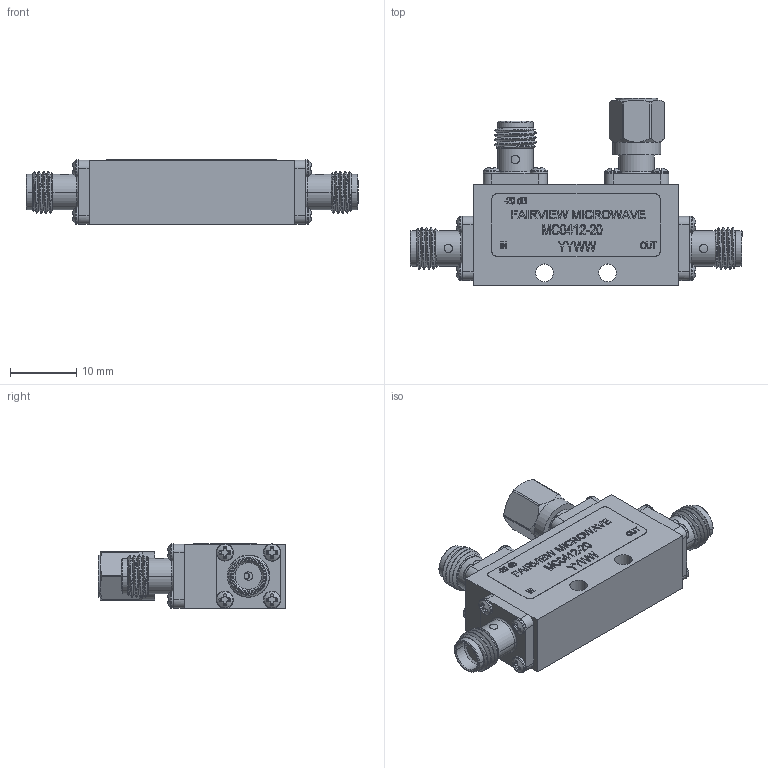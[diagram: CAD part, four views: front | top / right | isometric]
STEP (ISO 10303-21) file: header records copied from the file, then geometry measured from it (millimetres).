
FILE_DESCRIPTION (( 'STEP AP214' ), '1' );
FILE_NAME ('MC0412-20_3D.step', '2025-04-24T16:01:41', ( '' ), ( '' ), 'SwSTEP 2.0', 'SolidWorks 2022', '' );
FILE_SCHEMA (( 'AUTOMOTIVE_DESIGN' ));
Length unit declared in the file: inch
Products named in the file (1): MC0412-20_3D
Bounding box: 50.04 x 28.19 x 9.73 mm (x, y, z)
Volume: 5927.8 mm3; surface area: 3747.2 mm2
Topology: 1 solids, 20 shells, 1341 faces, 3492 edges, 2288 vertices
Faces by surface type: plane 714, cylinder 272, bspline 238, cone 109, torus 8
Entity records: 62409 total; most frequent: CARTESIAN_POINT 32030, ORIENTED_EDGE 6984, DIRECTION 5128, EDGE_CURVE 3492, VERTEX_POINT 2288, LINE 1854, VECTOR 1854, AXIS2_PLACEMENT_3D 1637
